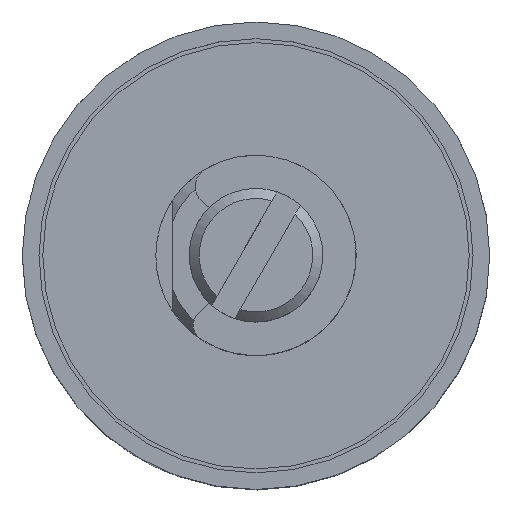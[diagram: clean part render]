
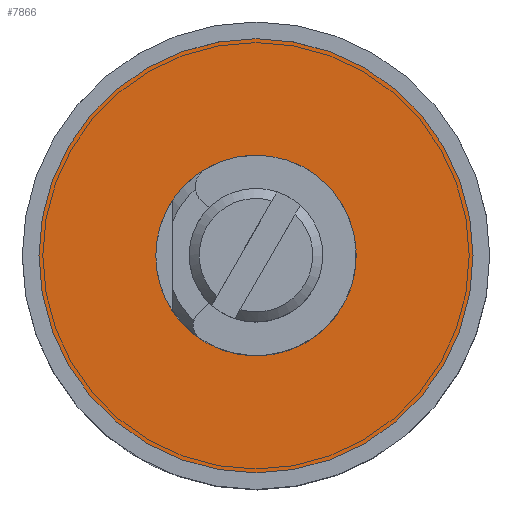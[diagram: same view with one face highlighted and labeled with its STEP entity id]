
A CAD part, top view. The second image highlights one B-rep face of the part: STEP entity #7866.
In plain terms, the highlighted planar face has unit normal (0, 0, 1).
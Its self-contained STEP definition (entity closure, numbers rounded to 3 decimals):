
#733 = EDGE_CURVE ( 'NONE', #7028, #7028, #7009, .T. ) ;
#1249 = DIRECTION ( 'NONE',  ( 1., 0., 0. ) ) ;
#1415 = AXIS2_PLACEMENT_3D ( 'NONE', #3161, #6409, #1249 ) ;
#1987 = VERTEX_POINT ( 'NONE', #4236 ) ;
#2634 = CARTESIAN_POINT ( 'NONE',  ( 0., 0., 0.5 ) ) ;
#3161 = CARTESIAN_POINT ( 'NONE',  ( 0., 0., 0.5 ) ) ;
#3483 = EDGE_LOOP ( 'NONE', ( #7787 ) ) ;
#3588 = DIRECTION ( 'NONE',  ( 0., 0., 1. ) ) ;
#4020 = CIRCLE ( 'NONE', #5862, 3. ) ;
#4236 = CARTESIAN_POINT ( 'NONE',  ( -3., 0., 0.5 ) ) ;
#4306 = FACE_OUTER_BOUND ( 'NONE', #3483, .T. ) ;
#5324 = ORIENTED_EDGE ( 'NONE', *, *, #5856, .T. ) ;
#5856 = EDGE_CURVE ( 'NONE', #1987, #1987, #4020, .T. ) ;
#5862 = AXIS2_PLACEMENT_3D ( 'NONE', #2634, #5885, #7812 ) ;
#5885 = DIRECTION ( 'NONE',  ( 0., 0., -1. ) ) ;
#6150 = AXIS2_PLACEMENT_3D ( 'NONE', #7510, #3588, #6171 ) ;
#6171 = DIRECTION ( 'NONE',  ( 1., 0., 0. ) ) ;
#6409 = DIRECTION ( 'NONE',  ( 0., 0., 1. ) ) ;
#6728 = CARTESIAN_POINT ( 'NONE',  ( 6.5, 0., 0.5 ) ) ;
#7009 = CIRCLE ( 'NONE', #1415, 6.5 ) ;
#7028 = VERTEX_POINT ( 'NONE', #6728 ) ;
#7448 = PLANE ( 'NONE',  #6150 ) ;
#7510 = CARTESIAN_POINT ( 'NONE',  ( 3., 0., 0.5 ) ) ;
#7743 = FACE_BOUND ( 'NONE', #8300, .T. ) ;
#7787 = ORIENTED_EDGE ( 'NONE', *, *, #733, .T. ) ;
#7812 = DIRECTION ( 'NONE',  ( -1., 0., 0. ) ) ;
#7866 = ADVANCED_FACE ( 'NONE', ( #7743, #4306 ), #7448, .T. ) ;
#8300 = EDGE_LOOP ( 'NONE', ( #5324 ) ) ;
